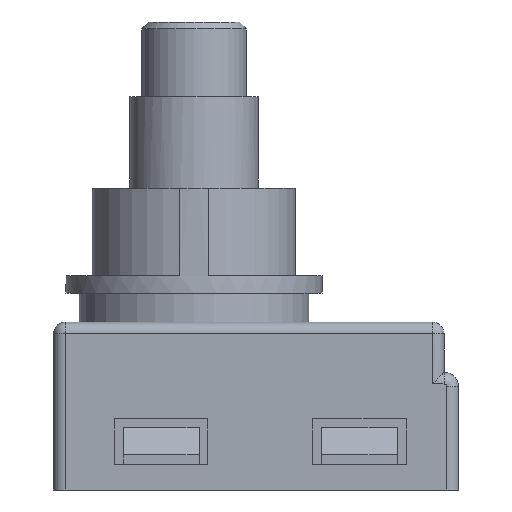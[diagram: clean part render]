
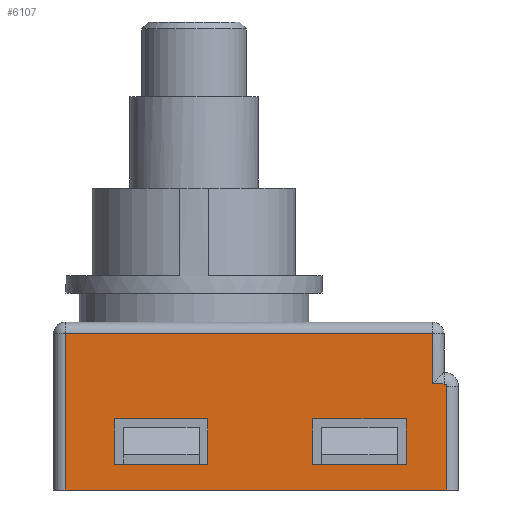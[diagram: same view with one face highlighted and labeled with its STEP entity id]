
A CAD part, front view. The second image highlights one B-rep face of the part: STEP entity #6107.
In plain terms, the highlighted planar face has unit normal (0, -1, 0).
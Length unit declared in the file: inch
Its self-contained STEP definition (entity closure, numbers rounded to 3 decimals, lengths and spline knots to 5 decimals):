
#185=CIRCLE('',#6527,0.005);
#327=FACE_BOUND('',#917,.T.);
#328=FACE_BOUND('',#918,.T.);
#569=FACE_OUTER_BOUND('',#916,.T.);
#916=EDGE_LOOP('',(#4874,#4875,#4876,#4877,#4878,#4879,#4880));
#917=EDGE_LOOP('',(#4881,#4882,#4883,#4884));
#918=EDGE_LOOP('',(#4885,#4886,#4887,#4888));
#1405=LINE('',#9013,#2056);
#1410=LINE('',#9023,#2061);
#1506=LINE('',#9272,#2157);
#1513=LINE('',#9303,#2164);
#1550=LINE('',#9423,#2201);
#1556=LINE('',#9437,#2207);
#1557=LINE('',#9439,#2208);
#1558=LINE('',#9440,#2209);
#1559=LINE('',#9442,#2210);
#1560=LINE('',#9444,#2211);
#1561=LINE('',#9445,#2212);
#1562=LINE('',#9447,#2213);
#1563=LINE('',#9449,#2214);
#1564=LINE('',#9450,#2215);
#2056=VECTOR('',#7438,0.3937);
#2061=VECTOR('',#7445,0.3937);
#2157=VECTOR('',#7671,0.3937);
#2164=VECTOR('',#7712,0.3937);
#2201=VECTOR('',#7801,0.3937);
#2207=VECTOR('',#7819,0.3937);
#2208=VECTOR('',#7822,0.3937);
#2209=VECTOR('',#7823,0.3937);
#2210=VECTOR('',#7824,0.3937);
#2211=VECTOR('',#7825,0.3937);
#2212=VECTOR('',#7826,0.3937);
#2213=VECTOR('',#7827,0.3937);
#2214=VECTOR('',#7828,0.3937);
#2215=VECTOR('',#7829,0.3937);
#2603=VERTEX_POINT('',#9010);
#2604=VERTEX_POINT('',#9012);
#2607=VERTEX_POINT('',#9020);
#2608=VERTEX_POINT('',#9022);
#2695=VERTEX_POINT('',#9269);
#2696=VERTEX_POINT('',#9271);
#2703=VERTEX_POINT('',#9301);
#2732=VERTEX_POINT('',#9395);
#2735=VERTEX_POINT('',#9400);
#2742=VERTEX_POINT('',#9422);
#2744=VERTEX_POINT('',#9435);
#2745=VERTEX_POINT('',#9441);
#2746=VERTEX_POINT('',#9443);
#2747=VERTEX_POINT('',#9446);
#2748=VERTEX_POINT('',#9448);
#3290=EDGE_CURVE('',#2604,#2603,#1405,.T.);
#3295=EDGE_CURVE('',#2608,#2607,#1410,.T.);
#3418=EDGE_CURVE('',#2695,#2696,#1506,.T.);
#3435=EDGE_CURVE('',#2703,#2695,#1513,.T.);
#3476=EDGE_CURVE('',#2735,#2732,#185,.T.);
#3486=EDGE_CURVE('',#2732,#2742,#1550,.T.);
#3494=EDGE_CURVE('',#2744,#2735,#1556,.T.);
#3495=EDGE_CURVE('',#2703,#2742,#1557,.T.);
#3496=EDGE_CURVE('',#2696,#2744,#1558,.T.);
#3497=EDGE_CURVE('',#2607,#2745,#1559,.T.);
#3498=EDGE_CURVE('',#2745,#2746,#1560,.T.);
#3499=EDGE_CURVE('',#2746,#2608,#1561,.T.);
#3500=EDGE_CURVE('',#2747,#2604,#1562,.T.);
#3501=EDGE_CURVE('',#2603,#2748,#1563,.T.);
#3502=EDGE_CURVE('',#2748,#2747,#1564,.T.);
#4874=ORIENTED_EDGE('',*,*,#3418,.F.);
#4875=ORIENTED_EDGE('',*,*,#3435,.F.);
#4876=ORIENTED_EDGE('',*,*,#3495,.T.);
#4877=ORIENTED_EDGE('',*,*,#3486,.F.);
#4878=ORIENTED_EDGE('',*,*,#3476,.F.);
#4879=ORIENTED_EDGE('',*,*,#3494,.F.);
#4880=ORIENTED_EDGE('',*,*,#3496,.F.);
#4881=ORIENTED_EDGE('',*,*,#3497,.T.);
#4882=ORIENTED_EDGE('',*,*,#3498,.T.);
#4883=ORIENTED_EDGE('',*,*,#3499,.T.);
#4884=ORIENTED_EDGE('',*,*,#3295,.T.);
#4885=ORIENTED_EDGE('',*,*,#3500,.T.);
#4886=ORIENTED_EDGE('',*,*,#3290,.T.);
#4887=ORIENTED_EDGE('',*,*,#3501,.T.);
#4888=ORIENTED_EDGE('',*,*,#3502,.T.);
#5518=PLANE('',#6539);
#6107=ADVANCED_FACE('',(#569,#327,#328),#5518,.T.);
#6527=AXIS2_PLACEMENT_3D('',#9402,#7781,#7782);
#6539=AXIS2_PLACEMENT_3D('',#9438,#7820,#7821);
#7438=DIRECTION('',(-1.,0.,0.));
#7445=DIRECTION('',(-1.,0.,0.));
#7671=DIRECTION('',(1.,0.,0.));
#7712=DIRECTION('',(0.,0.,1.));
#7781=DIRECTION('center_axis',(0.,1.,0.));
#7782=DIRECTION('ref_axis',(0.707,0.,0.707));
#7801=DIRECTION('',(0.,0.,-1.));
#7819=DIRECTION('',(1.,0.,0.));
#7820=DIRECTION('center_axis',(0.,-1.,0.));
#7821=DIRECTION('ref_axis',(0.,0.,-1.));
#7822=DIRECTION('',(1.,0.,0.));
#7823=DIRECTION('',(0.,0.,-1.));
#7824=DIRECTION('',(0.,0.,1.));
#7825=DIRECTION('',(1.,0.,0.));
#7826=DIRECTION('',(0.,0.,-1.));
#7827=DIRECTION('',(0.,0.,-1.));
#7828=DIRECTION('',(0.,0.,1.));
#7829=DIRECTION('',(1.,0.,0.));
#9010=CARTESIAN_POINT('',(6.14353,4.76214,-0.244));
#9012=CARTESIAN_POINT('',(6.30353,4.76214,-0.244));
#9013=CARTESIAN_POINT('',(6.09103,4.76214,-0.244));
#9020=CARTESIAN_POINT('',(6.48353,4.76214,-0.244));
#9022=CARTESIAN_POINT('',(6.64353,4.76214,-0.244));
#9023=CARTESIAN_POINT('',(6.26103,4.76214,-0.244));
#9269=CARTESIAN_POINT('',(6.05853,4.76214,-0.02));
#9271=CARTESIAN_POINT('',(6.68853,4.76214,-0.02));
#9272=CARTESIAN_POINT('',(6.20603,4.76214,-0.02));
#9301=CARTESIAN_POINT('',(6.05853,4.76214,-0.288));
#9303=CARTESIAN_POINT('',(6.05853,4.76214,0.));
#9395=CARTESIAN_POINT('',(6.71353,4.76214,-0.111));
#9400=CARTESIAN_POINT('',(6.70853,4.76214,-0.106));
#9402=CARTESIAN_POINT('Origin',(6.70853,4.76214,-0.111));
#9422=CARTESIAN_POINT('',(6.71353,4.76214,-0.288));
#9423=CARTESIAN_POINT('',(6.71353,4.76214,-0.0935));
#9435=CARTESIAN_POINT('',(6.68853,4.76214,-0.106));
#9437=CARTESIAN_POINT('',(6.37353,4.76214,-0.106));
#9438=CARTESIAN_POINT('Origin',(6.03853,4.76214,0.));
#9439=CARTESIAN_POINT('',(6.70853,4.76214,-0.288));
#9440=CARTESIAN_POINT('',(6.68853,4.76214,0.));
#9441=CARTESIAN_POINT('',(6.48353,4.76214,-0.166));
#9442=CARTESIAN_POINT('',(6.48353,4.76214,-0.083));
#9443=CARTESIAN_POINT('',(6.64353,4.76214,-0.166));
#9444=CARTESIAN_POINT('',(6.34103,4.76214,-0.166));
#9445=CARTESIAN_POINT('',(6.64353,4.76214,-0.122));
#9446=CARTESIAN_POINT('',(6.30353,4.76214,-0.166));
#9447=CARTESIAN_POINT('',(6.30353,4.76214,-0.122));
#9448=CARTESIAN_POINT('',(6.14353,4.76214,-0.166));
#9449=CARTESIAN_POINT('',(6.14353,4.76214,-0.083));
#9450=CARTESIAN_POINT('',(6.17103,4.76214,-0.166));
